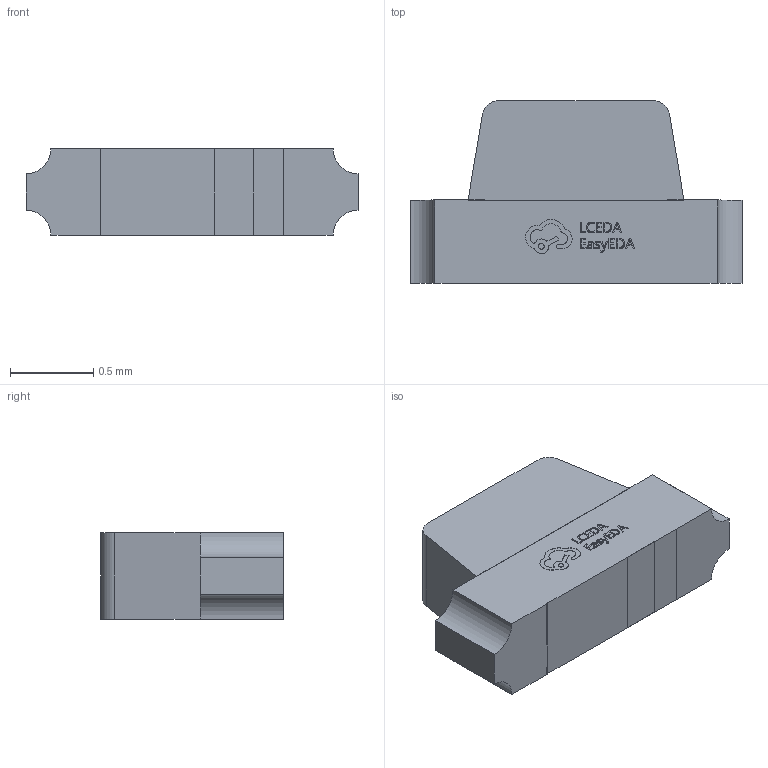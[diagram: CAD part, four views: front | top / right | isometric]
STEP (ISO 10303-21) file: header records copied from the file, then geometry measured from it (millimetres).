
FILE_DESCRIPTION (( 'STEP AP214' ), '1' );
FILE_NAME ('LED-SMD_L2.0-W1.1_A-SP170SW1D-A02-4C.STEP', '2024-02-26T03:07:21', ( 'PC' ), ( 'Microsoft' ), 'SwSTEP 2.0', 'SolidWorks 2020', '' );
FILE_SCHEMA (( 'AUTOMOTIVE_DESIGN' ));
Length unit declared in the file: millimetre
Products named in the file (1): LED-SMD_L2.0-W1.1_A-SP170SW1D-A02-4C
Bounding box: 2 x 1.1 x 0.52 mm (x, y, z)
Volume: 0.9 mm3; surface area: 8.2 mm2
Topology: 17 solids, 17 shells, 277 faces, 729 edges, 486 vertices
Faces by surface type: plane 173, bspline 98, cylinder 6
Entity records: 12236 total; most frequent: CARTESIAN_POINT 2799, ORIENTED_EDGE 1458, DIRECTION 901, EDGE_CURVE 729, VECTOR 517, LINE 517, VERTEX_POINT 486, UNCERTAINTY_MEASURE_WITH_UNIT 296
